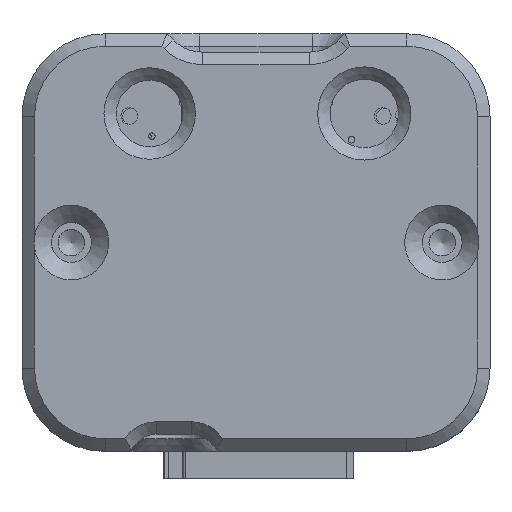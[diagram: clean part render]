
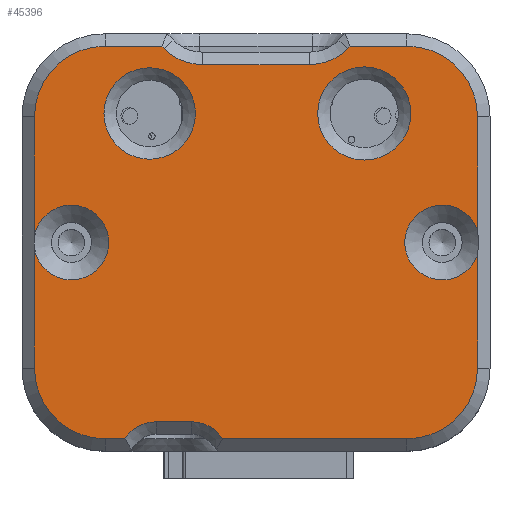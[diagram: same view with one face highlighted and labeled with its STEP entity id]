
A CAD part, top view. The second image highlights one B-rep face of the part: STEP entity #45396.
In plain terms, the highlighted planar face has unit normal (0, 0, 1).
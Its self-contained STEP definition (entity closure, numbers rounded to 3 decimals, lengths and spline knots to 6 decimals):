
#5131=LINE('',#79922,#10129);
#5132=LINE('',#79927,#10130);
#5133=LINE('',#79931,#10131);
#5134=LINE('',#79935,#10132);
#5135=LINE('',#79939,#10133);
#5136=LINE('',#79941,#10134);
#5137=LINE('',#79945,#10135);
#5138=LINE('',#79949,#10136);
#5139=LINE('',#79951,#10137);
#5140=LINE('',#79955,#10138);
#5141=LINE('',#79959,#10139);
#5142=LINE('',#79963,#10140);
#10129=VECTOR('',#66395,1.);
#10130=VECTOR('',#66398,1.);
#10131=VECTOR('',#66401,1.);
#10132=VECTOR('',#66404,1.);
#10133=VECTOR('',#66407,1.);
#10134=VECTOR('',#66408,1.);
#10135=VECTOR('',#66411,1.);
#10136=VECTOR('',#66414,1.);
#10137=VECTOR('',#66415,1.);
#10138=VECTOR('',#66418,1.);
#10139=VECTOR('',#66421,1.);
#10140=VECTOR('',#66424,1.);
#23148=ORIENTED_EDGE('',*,*,#29593,.T.);
#23149=ORIENTED_EDGE('',*,*,#29594,.T.);
#23150=ORIENTED_EDGE('',*,*,#29595,.T.);
#23151=ORIENTED_EDGE('',*,*,#29596,.T.);
#23152=ORIENTED_EDGE('',*,*,#29597,.T.);
#23153=ORIENTED_EDGE('',*,*,#29598,.T.);
#23154=ORIENTED_EDGE('',*,*,#29599,.T.);
#23155=ORIENTED_EDGE('',*,*,#29600,.T.);
#23156=ORIENTED_EDGE('',*,*,#29601,.T.);
#23157=ORIENTED_EDGE('',*,*,#29602,.T.);
#23158=ORIENTED_EDGE('',*,*,#29603,.T.);
#23159=ORIENTED_EDGE('',*,*,#29604,.T.);
#23160=ORIENTED_EDGE('',*,*,#29605,.T.);
#23161=ORIENTED_EDGE('',*,*,#29606,.T.);
#23162=ORIENTED_EDGE('',*,*,#29607,.T.);
#23163=ORIENTED_EDGE('',*,*,#29608,.T.);
#23164=ORIENTED_EDGE('',*,*,#29609,.T.);
#23165=ORIENTED_EDGE('',*,*,#29610,.T.);
#23166=ORIENTED_EDGE('',*,*,#29611,.T.);
#23167=ORIENTED_EDGE('',*,*,#29612,.T.);
#23168=ORIENTED_EDGE('',*,*,#29613,.T.);
#23169=ORIENTED_EDGE('',*,*,#29614,.T.);
#23170=ORIENTED_EDGE('',*,*,#29615,.T.);
#23171=ORIENTED_EDGE('',*,*,#29616,.T.);
#29593=EDGE_CURVE('',#33823,#33823,#35073,.F.);
#29594=EDGE_CURVE('',#33824,#33824,#35074,.F.);
#29595=EDGE_CURVE('',#33825,#33826,#5131,.T.);
#29596=EDGE_CURVE('',#33826,#33827,#35075,.F.);
#29597=EDGE_CURVE('',#33827,#33828,#5132,.T.);
#29598=EDGE_CURVE('',#33828,#33829,#35076,.T.);
#29599=EDGE_CURVE('',#33829,#33830,#5133,.T.);
#29600=EDGE_CURVE('',#33830,#33831,#35077,.T.);
#29601=EDGE_CURVE('',#33831,#33832,#5134,.T.);
#29602=EDGE_CURVE('',#33832,#33833,#35078,.T.);
#29603=EDGE_CURVE('',#33833,#33834,#5135,.T.);
#29604=EDGE_CURVE('',#33834,#33835,#5136,.T.);
#29605=EDGE_CURVE('',#33835,#33836,#35079,.F.);
#29606=EDGE_CURVE('',#33836,#33837,#5137,.T.);
#29607=EDGE_CURVE('',#33837,#33838,#35080,.F.);
#29608=EDGE_CURVE('',#33838,#33839,#5138,.T.);
#29609=EDGE_CURVE('',#33839,#33840,#5139,.T.);
#29610=EDGE_CURVE('',#33840,#33841,#35081,.T.);
#29611=EDGE_CURVE('',#33841,#33842,#5140,.T.);
#29612=EDGE_CURVE('',#33842,#33843,#35082,.T.);
#29613=EDGE_CURVE('',#33843,#33844,#5141,.T.);
#29614=EDGE_CURVE('',#33844,#33845,#35083,.T.);
#29615=EDGE_CURVE('',#33845,#33846,#5142,.T.);
#29616=EDGE_CURVE('',#33846,#33825,#35084,.F.);
#33823=VERTEX_POINT('',#79919);
#33824=VERTEX_POINT('',#79921);
#33825=VERTEX_POINT('',#79923);
#33826=VERTEX_POINT('',#79924);
#33827=VERTEX_POINT('',#79926);
#33828=VERTEX_POINT('',#79928);
#33829=VERTEX_POINT('',#79930);
#33830=VERTEX_POINT('',#79932);
#33831=VERTEX_POINT('',#79934);
#33832=VERTEX_POINT('',#79936);
#33833=VERTEX_POINT('',#79938);
#33834=VERTEX_POINT('',#79940);
#33835=VERTEX_POINT('',#79942);
#33836=VERTEX_POINT('',#79944);
#33837=VERTEX_POINT('',#79946);
#33838=VERTEX_POINT('',#79948);
#33839=VERTEX_POINT('',#79950);
#33840=VERTEX_POINT('',#79952);
#33841=VERTEX_POINT('',#79954);
#33842=VERTEX_POINT('',#79956);
#33843=VERTEX_POINT('',#79958);
#33844=VERTEX_POINT('',#79960);
#33845=VERTEX_POINT('',#79962);
#33846=VERTEX_POINT('',#79964);
#35073=CIRCLE('',#54541,0.002802);
#35074=CIRCLE('',#54542,0.00275);
#35075=CIRCLE('',#54543,0.00225);
#35076=CIRCLE('',#54544,0.00425);
#35077=CIRCLE('',#54545,0.00225);
#35078=CIRCLE('',#54546,0.00425);
#35079=CIRCLE('',#54547,0.00325);
#35080=CIRCLE('',#54548,0.00325);
#35081=CIRCLE('',#54549,0.00425);
#35082=CIRCLE('',#54550,0.00225);
#35083=CIRCLE('',#54551,0.00425);
#35084=CIRCLE('',#54552,0.00225);
#37788=EDGE_LOOP('',(#23148));
#37789=EDGE_LOOP('',(#23149));
#37790=EDGE_LOOP('',(#23150,#23151,#23152,#23153,#23154,#23155,#23156,#23157,
#23158,#23159,#23160,#23161,#23162,#23163,#23164,#23165,#23166,#23167,#23168,
#23169,#23170,#23171));
#40533=FACE_BOUND('',#37788,.T.);
#40534=FACE_BOUND('',#37789,.T.);
#40535=FACE_BOUND('',#37790,.T.);
#42206=PLANE('',#54540);
#45396=ADVANCED_FACE('',(#40533,#40534,#40535),#42206,.T.);
#54540=AXIS2_PLACEMENT_3D('',#79917,#66389,#66390);
#54541=AXIS2_PLACEMENT_3D('',#79918,#66391,#66392);
#54542=AXIS2_PLACEMENT_3D('',#79920,#66393,#66394);
#54543=AXIS2_PLACEMENT_3D('',#79925,#66396,#66397);
#54544=AXIS2_PLACEMENT_3D('',#79929,#66399,#66400);
#54545=AXIS2_PLACEMENT_3D('',#79933,#66402,#66403);
#54546=AXIS2_PLACEMENT_3D('',#79937,#66405,#66406);
#54547=AXIS2_PLACEMENT_3D('',#79943,#66409,#66410);
#54548=AXIS2_PLACEMENT_3D('',#79947,#66412,#66413);
#54549=AXIS2_PLACEMENT_3D('',#79953,#66416,#66417);
#54550=AXIS2_PLACEMENT_3D('',#79957,#66419,#66420);
#54551=AXIS2_PLACEMENT_3D('',#79961,#66422,#66423);
#54552=AXIS2_PLACEMENT_3D('',#79965,#66425,#66426);
#66389=DIRECTION('',(0.,0.,1.));
#66390=DIRECTION('',(1.,0.,0.));
#66391=DIRECTION('',(0.,0.,1.));
#66392=DIRECTION('',(1.,0.,0.));
#66393=DIRECTION('',(0.,0.,1.));
#66394=DIRECTION('',(1.,0.,0.));
#66395=DIRECTION('',(1.,0.,0.));
#66396=DIRECTION('',(0.,0.,1.));
#66397=DIRECTION('',(1.,0.,0.));
#66398=DIRECTION('',(1.,0.,0.));
#66399=DIRECTION('',(0.,0.,1.));
#66400=DIRECTION('',(1.,0.,0.));
#66401=DIRECTION('',(0.,1.,0.));
#66402=DIRECTION('',(0.,0.,-1.));
#66403=DIRECTION('',(-1.,0.,0.));
#66404=DIRECTION('',(0.,1.,0.));
#66405=DIRECTION('',(0.,0.,1.));
#66406=DIRECTION('',(1.,0.,0.));
#66407=DIRECTION('',(-1.,0.,0.));
#66408=DIRECTION('',(-0.707,-0.707,0.));
#66409=DIRECTION('',(0.,0.,1.));
#66410=DIRECTION('',(1.,0.,0.));
#66411=DIRECTION('',(-1.,0.,0.));
#66412=DIRECTION('',(0.,0.,1.));
#66413=DIRECTION('',(1.,0.,0.));
#66414=DIRECTION('',(-0.707,0.707,0.));
#66415=DIRECTION('',(-1.,0.,0.));
#66416=DIRECTION('',(0.,0.,1.));
#66417=DIRECTION('',(1.,0.,0.));
#66418=DIRECTION('',(0.,-1.,0.));
#66419=DIRECTION('',(0.,0.,-1.));
#66420=DIRECTION('',(-1.,0.,0.));
#66421=DIRECTION('',(0.,-1.,0.));
#66422=DIRECTION('',(0.,0.,1.));
#66423=DIRECTION('',(1.,0.,0.));
#66424=DIRECTION('',(1.,0.,0.));
#66425=DIRECTION('',(0.,0.,1.));
#66426=DIRECTION('',(1.,0.,0.));
#79917=CARTESIAN_POINT('',(-0.001968,0.009589,0.00627));
#79918=CARTESIAN_POINT('',(0.004543,0.017345,0.00627));
#79919=CARTESIAN_POINT('',(0.007344,0.017345,0.00627));
#79920=CARTESIAN_POINT('',(-0.00836,0.017345,0.00627));
#79921=CARTESIAN_POINT('',(-0.00561,0.017345,0.00627));
#79922=CARTESIAN_POINT('',(-0.001968,-0.001192,0.00627));
#79923=CARTESIAN_POINT('',(-0.00797,-0.001192,0.00627));
#79924=CARTESIAN_POINT('',(-0.005851,-0.001192,0.00627));
#79925=CARTESIAN_POINT('',(-0.005851,-0.003442,0.00627));
#79926=CARTESIAN_POINT('',(-0.003966,-0.002212,0.00627));
#79927=CARTESIAN_POINT('',(0.007103,-0.002212,0.00627));
#79928=CARTESIAN_POINT('',(0.007103,-0.002212,0.00627));
#79929=CARTESIAN_POINT('',(0.007103,0.002038,0.00627));
#79930=CARTESIAN_POINT('',(0.011353,0.002038,0.00627));
#79931=CARTESIAN_POINT('',(0.011353,0.009589,0.00627));
#79932=CARTESIAN_POINT('',(0.011353,0.008844,0.00627));
#79933=CARTESIAN_POINT('',(0.00923,0.009589,0.00627));
#79934=CARTESIAN_POINT('',(0.011353,0.010333,0.00627));
#79935=CARTESIAN_POINT('',(0.011353,0.009589,0.00627));
#79936=CARTESIAN_POINT('',(0.011353,0.017139,0.00627));
#79937=CARTESIAN_POINT('',(0.007103,0.017139,0.00627));
#79938=CARTESIAN_POINT('',(0.007103,0.021389,0.00627));
#79939=CARTESIAN_POINT('',(-0.001968,0.021389,0.00627));
#79940=CARTESIAN_POINT('',(0.003694,0.021389,0.00627));
#79941=CARTESIAN_POINT('',(-0.005037,0.012658,0.00627));
#79942=CARTESIAN_POINT('',(0.003544,0.021239,0.00627));
#79943=CARTESIAN_POINT('',(0.001246,0.023537,0.00627));
#79944=CARTESIAN_POINT('',(0.001246,0.020287,0.00627));
#79945=CARTESIAN_POINT('',(-0.001968,0.020287,0.00627));
#79946=CARTESIAN_POINT('',(-0.005186,0.020287,0.00627));
#79947=CARTESIAN_POINT('',(-0.005186,0.023537,0.00627));
#79948=CARTESIAN_POINT('',(-0.007484,0.021239,0.00627));
#79949=CARTESIAN_POINT('',(0.001099,0.012656,0.00627));
#79950=CARTESIAN_POINT('',(-0.007634,0.021389,0.00627));
#79951=CARTESIAN_POINT('',(-0.001968,0.021389,0.00627));
#79952=CARTESIAN_POINT('',(-0.011039,0.021389,0.00627));
#79953=CARTESIAN_POINT('',(-0.011039,0.017139,0.00627));
#79954=CARTESIAN_POINT('',(-0.015289,0.017139,0.00627));
#79955=CARTESIAN_POINT('',(-0.015289,0.002038,0.00627));
#79956=CARTESIAN_POINT('',(-0.015289,0.009968,0.00627));
#79957=CARTESIAN_POINT('',(-0.013071,0.009589,0.00627));
#79958=CARTESIAN_POINT('',(-0.015289,0.009209,0.00627));
#79959=CARTESIAN_POINT('',(-0.015289,0.002038,0.00627));
#79960=CARTESIAN_POINT('',(-0.015289,0.002038,0.00627));
#79961=CARTESIAN_POINT('',(-0.011039,0.002038,0.00627));
#79962=CARTESIAN_POINT('',(-0.011039,-0.002212,0.00627));
#79963=CARTESIAN_POINT('',(-0.009612,-0.002212,0.00627));
#79964=CARTESIAN_POINT('',(-0.009854,-0.002212,0.00627));
#79965=CARTESIAN_POINT('',(-0.00797,-0.003442,0.00627));
